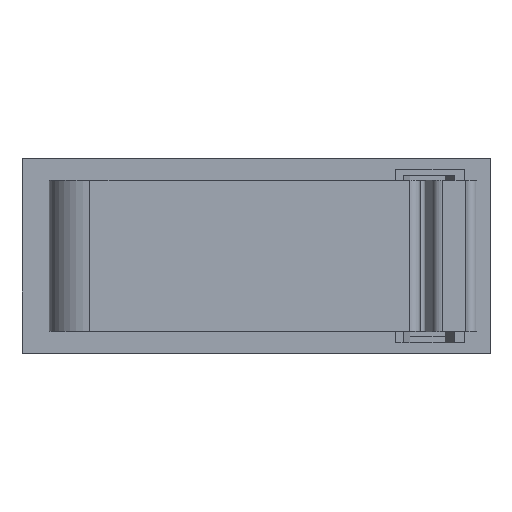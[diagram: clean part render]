
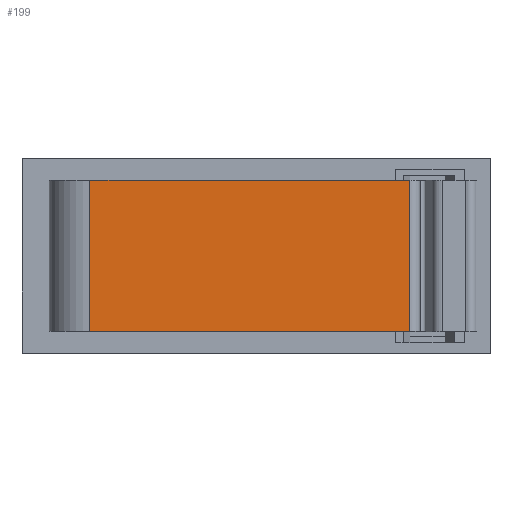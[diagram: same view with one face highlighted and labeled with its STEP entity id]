
A CAD part, top view. The second image highlights one B-rep face of the part: STEP entity #199.
In plain terms, the highlighted planar face has unit normal (0, 0, 1).
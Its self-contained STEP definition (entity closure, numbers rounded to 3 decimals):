
#199 = ADVANCED_FACE( '', ( #381 ), #382, .T. );
#381 = FACE_OUTER_BOUND( '', #565, .T. );
#382 = PLANE( '', #566 );
#565 = EDGE_LOOP( '', ( #912, #913, #914, #915 ) );
#566 = AXIS2_PLACEMENT_3D( '', #916, #917, #918 );
#912 = ORIENTED_EDGE( '', *, *, #1187, .T. );
#913 = ORIENTED_EDGE( '', *, *, #1292, .T. );
#914 = ORIENTED_EDGE( '', *, *, #1317, .F. );
#915 = ORIENTED_EDGE( '', *, *, #1269, .F. );
#916 = CARTESIAN_POINT( '', ( -16.25, -7.4, 10.4 ) );
#917 = DIRECTION( '', ( 0., 0., 1. ) );
#918 = DIRECTION( '', ( 1., 0., 0. ) );
#1187 = EDGE_CURVE( '', #1405, #1403, #1406, .T. );
#1269 = EDGE_CURVE( '', #1405, #1544, #1546, .T. );
#1292 = EDGE_CURVE( '', #1403, #1578, #1580, .T. );
#1317 = EDGE_CURVE( '', #1544, #1578, #1612, .T. );
#1403 = VERTEX_POINT( '', #1717 );
#1405 = VERTEX_POINT( '', #1719 );
#1406 = LINE( '', #1720, #1721 );
#1544 = VERTEX_POINT( '', #1917 );
#1546 = LINE( '', #1919, #1920 );
#1578 = VERTEX_POINT( '', #1965 );
#1580 = LINE( '', #1967, #1968 );
#1612 = LINE( '', #2016, #2017 );
#1717 = CARTESIAN_POINT( '', ( 15.05, -7.4, 10.4 ) );
#1719 = CARTESIAN_POINT( '', ( -16.25, -7.4, 10.4 ) );
#1720 = CARTESIAN_POINT( '', ( -16.25, -7.4, 10.4 ) );
#1721 = VECTOR( '', #2141, 1000. );
#1917 = CARTESIAN_POINT( '', ( -16.25, 7.4, 10.4 ) );
#1919 = CARTESIAN_POINT( '', ( -16.25, -7.4, 10.4 ) );
#1920 = VECTOR( '', #2227, 1000. );
#1965 = CARTESIAN_POINT( '', ( 15.05, 7.4, 10.4 ) );
#1967 = CARTESIAN_POINT( '', ( 15.05, -7.4, 10.4 ) );
#1968 = VECTOR( '', #2250, 1000. );
#2016 = CARTESIAN_POINT( '', ( -16.25, 7.4, 10.4 ) );
#2017 = VECTOR( '', #2267, 1000. );
#2141 = DIRECTION( '', ( 1., 0., 0. ) );
#2227 = DIRECTION( '', ( 0., 1., 0. ) );
#2250 = DIRECTION( '', ( 0., 1., 0. ) );
#2267 = DIRECTION( '', ( 1., 0., 0. ) );
